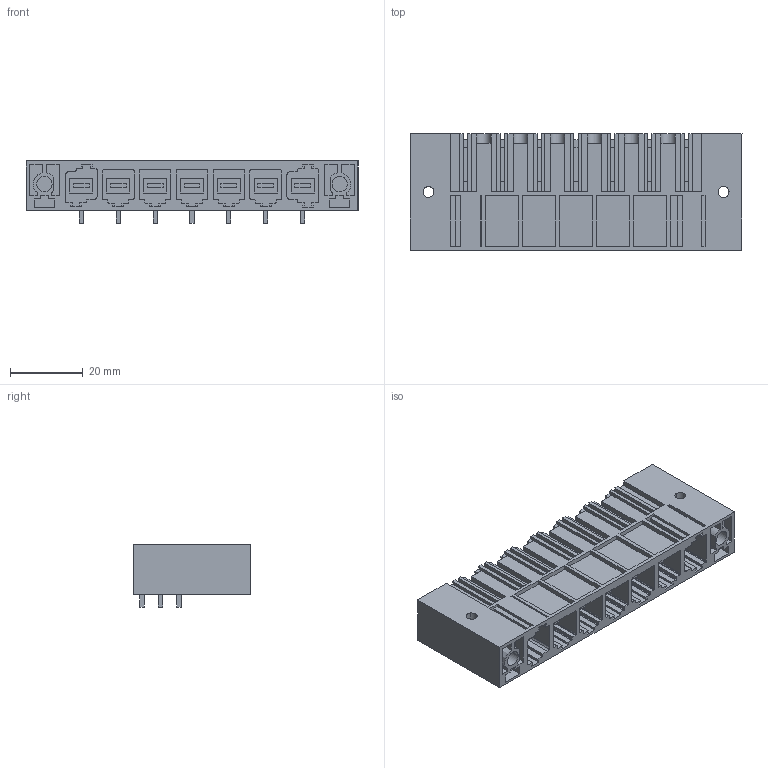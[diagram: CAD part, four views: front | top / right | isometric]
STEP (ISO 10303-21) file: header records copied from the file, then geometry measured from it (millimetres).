
FILE_DESCRIPTION(('CATIA V5 STEP Exchange','CAx-IF Rec.Pracs.--- Model Styling and Organization---1.2---2011-12-15'),'2;1');
FILE_NAME ('D1457535_0_1851170000_1851170000.stp','2018-03-12T12:25:51+00:00',('none'),('Weidmueller'),'CATIA Version 5-6 Release 2014','CATIA V5 STEP AP214','none');
FILE_SCHEMA(('AUTOMOTIVE_DESIGN { 1 0 10303 214 1 1 1 1 }'));
Length unit declared in the file: millimetre
Products named in the file (1): 1851170000
Bounding box: 91.44 x 32 x 17.1 mm (x, y, z)
Volume: 24595.9 mm3; surface area: 24664.1 mm2
Topology: 10 solids, 10 shells, 1093 faces, 3179 edges, 2146 vertices
Faces by surface type: plane 960, extrusion 99, cylinder 34
Entity records: 35362 total; most frequent: CARTESIAN_POINT 7419, ORIENTED_EDGE 6358, DIRECTION 4254, EDGE_CURVE 3179, VECTOR 3000, LINE 2901, VERTEX_POINT 2146, EDGE_LOOP 1155
